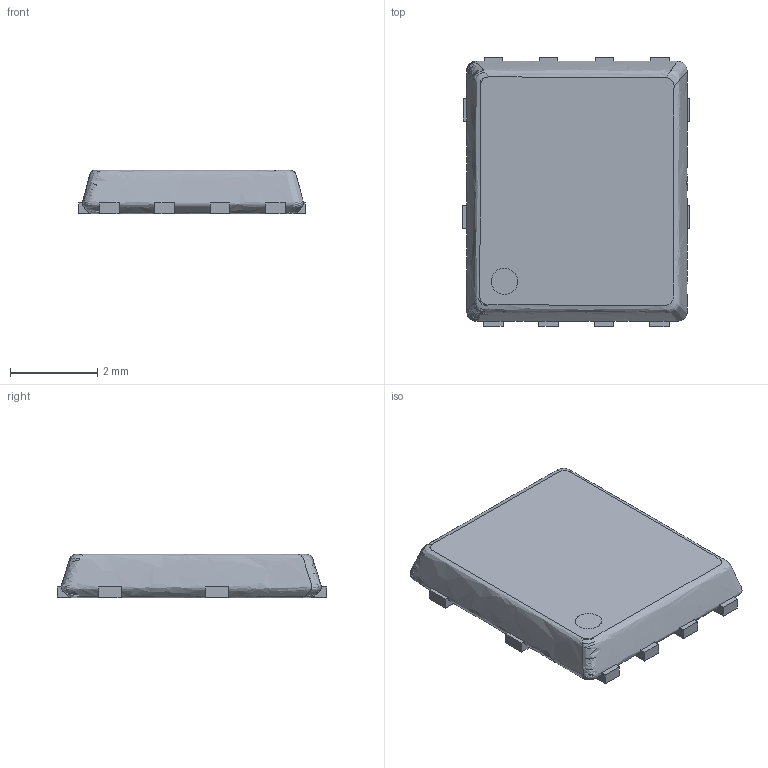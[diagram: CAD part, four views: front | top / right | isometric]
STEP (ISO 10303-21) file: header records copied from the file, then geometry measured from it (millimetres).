
FILE_DESCRIPTION (( 'STEP AP214' ), '1' );
FILE_NAME ('PowerFLAT 5x6.STEP', '2021-03-02T15:04:08', ( '' ), ( '' ), 'SwSTEP 2.0', 'SolidWorks 2019', '' );
FILE_SCHEMA (( 'AUTOMOTIVE_DESIGN' ));
Length unit declared in the file: millimetre
Products named in the file (1): PowerFLAT 5x6
Bounding box: 5.19 x 6.18 x 1 mm (x, y, z)
Surface area: 122.7 mm2 (no closed solid volume)
Topology: 0 solids, 14 shells, 178 faces, 551 edges, 390 vertices
Faces by surface type: bspline 101, plane 77
Entity records: 7764 total; most frequent: CARTESIAN_POINT 4154, ORIENTED_EDGE 1078, EDGE_CURVE 559, B_SPLINE_CURVE_WITH_KNOTS 527, VERTEX_POINT 398, EDGE_LOOP 179, ADVANCED_FACE 178, FACE_OUTER_BOUND 178
